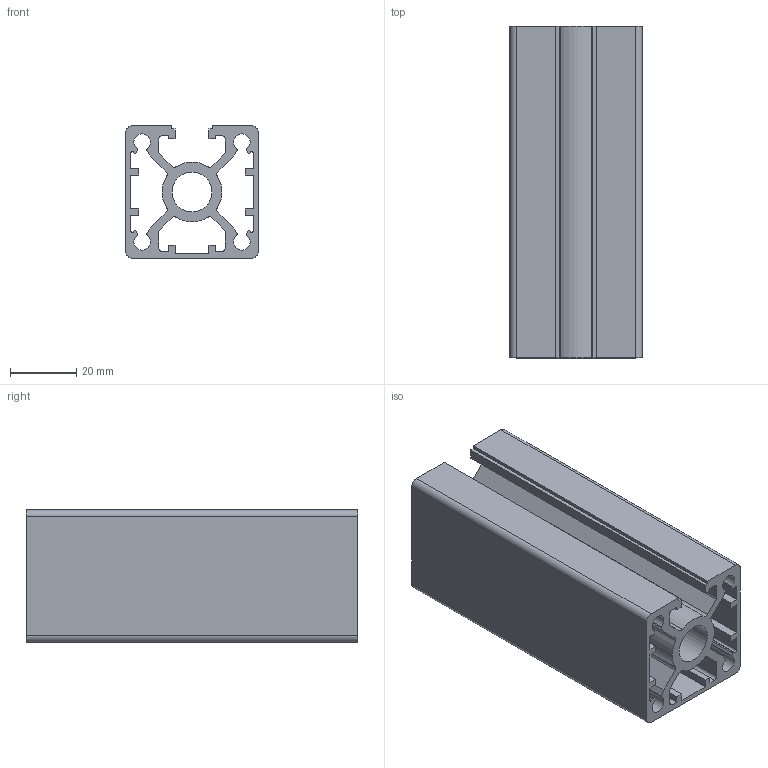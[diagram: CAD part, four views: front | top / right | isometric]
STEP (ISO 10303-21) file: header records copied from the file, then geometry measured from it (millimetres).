
FILE_DESCRIPTION(/* description */ (''),/* implementation_level */ '2;1');
FILE_NAME(/* name */ 'AST04004001.step',/* time_stamp */ '2024-04-29T15:59:31+01:00',/* author */ ('project'),/* organization */ (''),/* preprocessor_version */ 'ST-DEVELOPER v19',/* originating_system */ 'Autodesk Inventor 2023',/* authorisation */ '');
FILE_SCHEMA (('AUTOMOTIVE_DESIGN { 1 0 10303 214 3 1 1 }'));
Length unit declared in the file: metre
Products named in the file (1): AST04004001
Bounding box: 40 x 100 x 40 mm (x, y, z)
Volume: 61921.3 mm3; surface area: 50768.3 mm2
Topology: 1 solids, 1 shells, 118 faces, 348 edges, 232 vertices
Faces by surface type: plane 72, cylinder 46
Full cylindrical faces by diameter (mm): 12 x1
Entity records: 4012 total; most frequent: CARTESIAN_POINT 699, ORIENTED_EDGE 696, DIRECTION 678, EDGE_CURVE 348, LINE 256, VECTOR 256, VERTEX_POINT 232, AXIS2_PLACEMENT_3D 211
